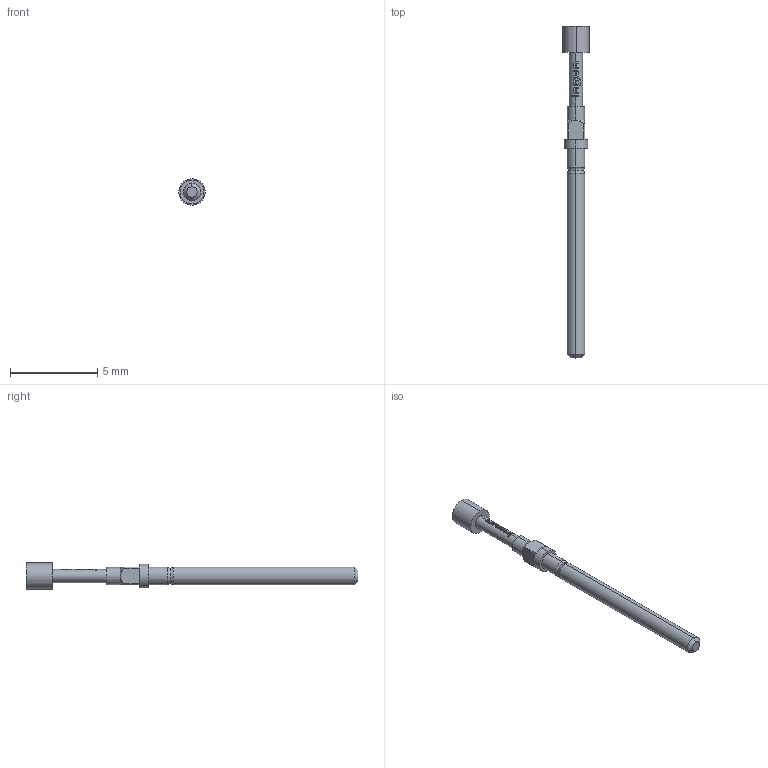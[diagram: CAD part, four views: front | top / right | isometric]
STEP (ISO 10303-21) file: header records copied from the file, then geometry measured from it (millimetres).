
FILE_DESCRIPTION (( 'STEP AP203' ), '1' );
FILE_NAME ('INGUN_GKS-001_302_150_A_xx02_M.STEP', '2023-09-12T07:44:05', ( '' ), ( '' ), 'SwSTEP 2.0', 'SolidWorks 2021', '' );
FILE_SCHEMA (( 'CONFIG_CONTROL_DESIGN' ));
Length unit declared in the file: millimetre
Products named in the file (1): INGUN_GKS-001_302_150_A_xx02_M
Bounding box: 1.5 x 19 x 1.5 mm (x, y, z)
Volume: 15.8 mm3; surface area: 65.9 mm2
Topology: 1 solids, 1 shells, 104 faces, 284 edges, 186 vertices
Faces by surface type: plane 38, cylinder 31, bspline 27, torus 4, cone 4
Entity records: 4699 total; most frequent: CARTESIAN_POINT 2426, ORIENTED_EDGE 568, EDGE_CURVE 284, DIRECTION 282, B_SPLINE_CURVE_WITH_KNOTS 198, VERTEX_POINT 186, AXIS2_PLACEMENT_3D 118, EDGE_LOOP 108
